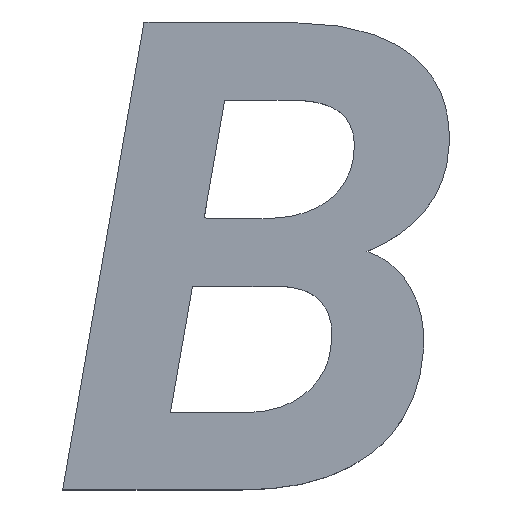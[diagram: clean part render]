
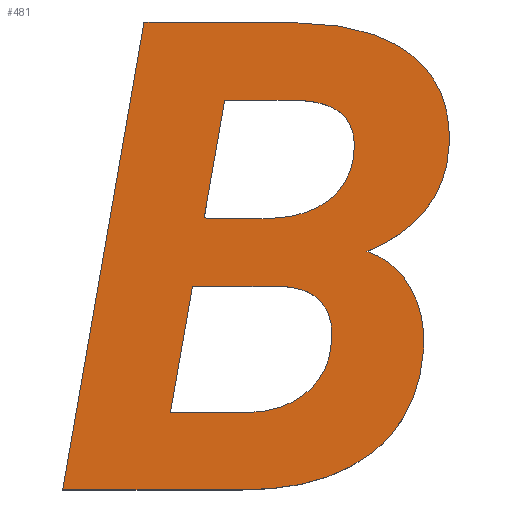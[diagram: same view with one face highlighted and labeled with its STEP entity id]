
A CAD part, top view. The second image highlights one B-rep face of the part: STEP entity #481.
In plain terms, the highlighted planar face has unit normal (0, 0, 1).
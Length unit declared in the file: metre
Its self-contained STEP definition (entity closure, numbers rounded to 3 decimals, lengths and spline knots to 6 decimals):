
#28=CIRCLE('',#500,0.000832);
#29=CIRCLE('',#511,0.00096);
#42=B_SPLINE_CURVE_WITH_KNOTS('',2,(#674,#675,#676),.UNSPECIFIED.,.F.,.F.,
(3,3),(0.,1.),.PIECEWISE_BEZIER_KNOTS.);
#43=B_SPLINE_CURVE_WITH_KNOTS('',2,(#687,#688,#689),.UNSPECIFIED.,.F.,.F.,
(3,3),(0.,1.),.PIECEWISE_BEZIER_KNOTS.);
#44=B_SPLINE_CURVE_WITH_KNOTS('',2,(#700,#701,#702),.UNSPECIFIED.,.F.,.F.,
(3,3),(0.,1.),.PIECEWISE_BEZIER_KNOTS.);
#45=B_SPLINE_CURVE_WITH_KNOTS('',2,(#715,#716,#717),.UNSPECIFIED.,.F.,.F.,
(3,3),(0.,1.),.PIECEWISE_BEZIER_KNOTS.);
#46=B_SPLINE_CURVE_WITH_KNOTS('',2,(#732,#733,#734),.UNSPECIFIED.,.F.,.F.,
(3,3),(0.,1.),.PIECEWISE_BEZIER_KNOTS.);
#47=B_SPLINE_CURVE_WITH_KNOTS('',2,(#745,#746,#747),.UNSPECIFIED.,.F.,.F.,
(3,3),(0.,1.),.PIECEWISE_BEZIER_KNOTS.);
#48=B_SPLINE_CURVE_WITH_KNOTS('',2,(#792,#793,#794),.UNSPECIFIED.,.F.,.F.,
(3,3),(0.,1.),.PIECEWISE_BEZIER_KNOTS.);
#49=B_SPLINE_CURVE_WITH_KNOTS('',2,(#805,#806,#807),.UNSPECIFIED.,.F.,.F.,
(3,3),(0.,1.),.PIECEWISE_BEZIER_KNOTS.);
#50=B_SPLINE_CURVE_WITH_KNOTS('',2,(#818,#819,#820),.UNSPECIFIED.,.F.,.F.,
(3,3),(0.,1.),.PIECEWISE_BEZIER_KNOTS.);
#51=B_SPLINE_CURVE_WITH_KNOTS('',2,(#835,#836,#837),.UNSPECIFIED.,.F.,.F.,
(3,3),(0.,1.),.PIECEWISE_BEZIER_KNOTS.);
#52=B_SPLINE_CURVE_WITH_KNOTS('',2,(#848,#849,#850),.UNSPECIFIED.,.F.,.F.,
(3,3),(0.,1.),.PIECEWISE_BEZIER_KNOTS.);
#53=B_SPLINE_CURVE_WITH_KNOTS('',2,(#852,#853,#854),.UNSPECIFIED.,.F.,.F.,
(3,3),(0.,1.),.PIECEWISE_BEZIER_KNOTS.);
#165=ORIENTED_EDGE('',*,*,#242,.F.);
#166=ORIENTED_EDGE('',*,*,#245,.F.);
#167=ORIENTED_EDGE('',*,*,#260,.F.);
#168=ORIENTED_EDGE('',*,*,#259,.F.);
#169=ORIENTED_EDGE('',*,*,#257,.F.);
#170=ORIENTED_EDGE('',*,*,#255,.F.);
#171=ORIENTED_EDGE('',*,*,#253,.F.);
#172=ORIENTED_EDGE('',*,*,#251,.F.);
#173=ORIENTED_EDGE('',*,*,#249,.F.);
#174=ORIENTED_EDGE('',*,*,#246,.F.);
#175=ORIENTED_EDGE('',*,*,#240,.F.);
#176=ORIENTED_EDGE('',*,*,#239,.F.);
#177=ORIENTED_EDGE('',*,*,#230,.F.);
#178=ORIENTED_EDGE('',*,*,#228,.F.);
#179=ORIENTED_EDGE('',*,*,#226,.F.);
#180=ORIENTED_EDGE('',*,*,#224,.F.);
#181=ORIENTED_EDGE('',*,*,#237,.F.);
#182=ORIENTED_EDGE('',*,*,#235,.F.);
#183=ORIENTED_EDGE('',*,*,#234,.F.);
#184=ORIENTED_EDGE('',*,*,#232,.F.);
#185=ORIENTED_EDGE('',*,*,#221,.F.);
#186=ORIENTED_EDGE('',*,*,#219,.F.);
#187=ORIENTED_EDGE('',*,*,#217,.F.);
#217=EDGE_CURVE('',#285,#284,#42,.T.);
#219=EDGE_CURVE('',#284,#286,#43,.T.);
#221=EDGE_CURVE('',#286,#287,#44,.T.);
#224=EDGE_CURVE('',#289,#288,#45,.T.);
#226=EDGE_CURVE('',#288,#290,#28,.T.);
#228=EDGE_CURVE('',#290,#291,#46,.T.);
#230=EDGE_CURVE('',#291,#292,#47,.T.);
#232=EDGE_CURVE('',#287,#293,#326,.T.);
#234=EDGE_CURVE('',#293,#294,#328,.T.);
#235=EDGE_CURVE('',#294,#285,#329,.T.);
#237=EDGE_CURVE('',#295,#289,#331,.T.);
#239=EDGE_CURVE('',#292,#296,#333,.T.);
#240=EDGE_CURVE('',#296,#295,#334,.T.);
#242=EDGE_CURVE('',#297,#298,#336,.T.);
#245=EDGE_CURVE('',#299,#297,#339,.T.);
#246=EDGE_CURVE('',#298,#300,#340,.T.);
#249=EDGE_CURVE('',#300,#301,#48,.T.);
#251=EDGE_CURVE('',#301,#302,#49,.T.);
#253=EDGE_CURVE('',#302,#303,#50,.T.);
#255=EDGE_CURVE('',#303,#304,#29,.F.);
#257=EDGE_CURVE('',#304,#305,#51,.T.);
#259=EDGE_CURVE('',#305,#306,#52,.T.);
#260=EDGE_CURVE('',#306,#299,#53,.T.);
#284=VERTEX_POINT('',#671);
#285=VERTEX_POINT('',#673);
#286=VERTEX_POINT('',#686);
#287=VERTEX_POINT('',#699);
#288=VERTEX_POINT('',#712);
#289=VERTEX_POINT('',#714);
#290=VERTEX_POINT('',#720);
#291=VERTEX_POINT('',#731);
#292=VERTEX_POINT('',#744);
#293=VERTEX_POINT('',#750);
#294=VERTEX_POINT('',#754);
#295=VERTEX_POINT('',#760);
#296=VERTEX_POINT('',#764);
#297=VERTEX_POINT('',#770);
#298=VERTEX_POINT('',#772);
#299=VERTEX_POINT('',#776);
#300=VERTEX_POINT('',#780);
#301=VERTEX_POINT('',#791);
#302=VERTEX_POINT('',#804);
#303=VERTEX_POINT('',#817);
#304=VERTEX_POINT('',#823);
#305=VERTEX_POINT('',#834);
#306=VERTEX_POINT('',#847);
#326=LINE('',#751,#367);
#328=LINE('',#755,#369);
#329=LINE('',#757,#370);
#331=LINE('',#761,#372);
#333=LINE('',#765,#374);
#334=LINE('',#767,#375);
#336=LINE('',#771,#377);
#339=LINE('',#777,#380);
#340=LINE('',#779,#381);
#367=VECTOR('',#546,1.);
#369=VECTOR('',#550,1.);
#370=VECTOR('',#553,1.);
#372=VECTOR('',#557,1.);
#374=VECTOR('',#561,1.);
#375=VECTOR('',#564,1.);
#377=VECTOR('',#568,1.);
#380=VECTOR('',#573,1.);
#381=VECTOR('',#576,1.);
#414=EDGE_LOOP('',(#165,#166,#167,#168,#169,#170,#171,#172,#173,#174));
#415=EDGE_LOOP('',(#175,#176,#177,#178,#179,#180,#181));
#416=EDGE_LOOP('',(#182,#183,#184,#185,#186,#187));
#443=FACE_BOUND('',#414,.T.);
#444=FACE_BOUND('',#415,.T.);
#445=FACE_BOUND('',#416,.T.);
#457=PLANE('',#512);
#481=ADVANCED_FACE('',(#443,#444,#445),#457,.T.);
#500=AXIS2_PLACEMENT_3D('',#721,#539,#540);
#511=AXIS2_PLACEMENT_3D('',#824,#584,#585);
#512=AXIS2_PLACEMENT_3D('',#851,#588,#589);
#539=DIRECTION('',(0.,0.,1.));
#540=DIRECTION('',(1.,0.,0.));
#546=DIRECTION('',(-1.,0.004,0.));
#550=DIRECTION('',(-0.172,-0.985,0.));
#553=DIRECTION('',(1.,-0.01,0.));
#557=DIRECTION('',(1.,-0.004,0.));
#561=DIRECTION('',(-1.,0.003,0.));
#564=DIRECTION('',(-0.172,-0.985,0.));
#568=DIRECTION('',(0.171,0.985,0.));
#573=DIRECTION('',(-1.,0.,0.));
#576=DIRECTION('',(1.,-0.002,0.));
#584=DIRECTION('',(0.,0.,1.));
#585=DIRECTION('',(1.,0.,0.));
#588=DIRECTION('',(0.,0.,1.));
#589=DIRECTION('',(1.,0.,0.));
#671=CARTESIAN_POINT('',(0.166831,-0.063054,0.0012));
#673=CARTESIAN_POINT('',(0.166119,-0.063258,0.0012));
#674=CARTESIAN_POINT('',(0.166119,-0.063258,0.0012));
#675=CARTESIAN_POINT('',(0.166554,-0.06325,0.0012));
#676=CARTESIAN_POINT('',(0.166831,-0.063054,0.0012));
#686=CARTESIAN_POINT('',(0.167164,-0.062509,0.0012));
#687=CARTESIAN_POINT('',(0.166831,-0.063054,0.0012));
#688=CARTESIAN_POINT('',(0.167108,-0.062858,0.0012));
#689=CARTESIAN_POINT('',(0.167164,-0.062509,0.0012));
#699=CARTESIAN_POINT('',(0.166437,-0.061812,0.0012));
#700=CARTESIAN_POINT('',(0.167164,-0.062509,0.0012));
#701=CARTESIAN_POINT('',(0.167262,-0.061817,0.0012));
#702=CARTESIAN_POINT('',(0.166437,-0.061812,0.0012));
#712=CARTESIAN_POINT('',(0.166543,-0.06542,0.0012));
#714=CARTESIAN_POINT('',(0.165831,-0.06563,0.0012));
#715=CARTESIAN_POINT('',(0.165831,-0.06563,0.0012));
#716=CARTESIAN_POINT('',(0.166256,-0.06563,0.0012));
#717=CARTESIAN_POINT('',(0.166543,-0.06542,0.0012));
#720=CARTESIAN_POINT('',(0.166885,-0.064852,0.0012));
#721=CARTESIAN_POINT('',(0.166059,-0.064743,0.0012));
#731=CARTESIAN_POINT('',(0.166788,-0.064301,0.0012));
#732=CARTESIAN_POINT('',(0.166885,-0.064852,0.0012));
#733=CARTESIAN_POINT('',(0.16694,-0.064499,0.0012));
#734=CARTESIAN_POINT('',(0.166788,-0.064301,0.0012));
#744=CARTESIAN_POINT('',(0.16628,-0.064087,0.0012));
#745=CARTESIAN_POINT('',(0.166788,-0.064301,0.0012));
#746=CARTESIAN_POINT('',(0.166637,-0.064102,0.0012));
#747=CARTESIAN_POINT('',(0.16628,-0.064087,0.0012));
#750=CARTESIAN_POINT('',(0.165589,-0.061809,0.0012));
#751=CARTESIAN_POINT('',(0.166013,-0.061811,0.0012));
#754=CARTESIAN_POINT('',(0.165338,-0.06325,0.0012));
#755=CARTESIAN_POINT('',(0.165463,-0.062529,0.0012));
#757=CARTESIAN_POINT('',(0.165728,-0.063254,0.0012));
#760=CARTESIAN_POINT('',(0.164925,-0.065626,0.0012));
#761=CARTESIAN_POINT('',(0.165378,-0.065628,0.0012));
#764=CARTESIAN_POINT('',(0.165196,-0.064083,0.0012));
#765=CARTESIAN_POINT('',(0.165738,-0.064085,0.0012));
#767=CARTESIAN_POINT('',(0.165061,-0.064855,0.0012));
#770=CARTESIAN_POINT('',(0.16361,-0.066573,0.0012));
#771=CARTESIAN_POINT('',(0.164106,-0.063714,0.0012));
#772=CARTESIAN_POINT('',(0.164603,-0.060855,0.0012));
#776=CARTESIAN_POINT('',(0.165805,-0.066573,0.0012));
#777=CARTESIAN_POINT('',(0.164707,-0.066573,0.0012));
#779=CARTESIAN_POINT('',(0.165494,-0.060857,0.0012));
#780=CARTESIAN_POINT('',(0.166386,-0.060859,0.0012));
#791=CARTESIAN_POINT('',(0.167878,-0.061263,0.0012));
#792=CARTESIAN_POINT('',(0.166386,-0.060859,0.0012));
#793=CARTESIAN_POINT('',(0.16738,-0.060862,0.0012));
#794=CARTESIAN_POINT('',(0.167878,-0.061263,0.0012));
#804=CARTESIAN_POINT('',(0.16833,-0.062391,0.0012));
#805=CARTESIAN_POINT('',(0.167878,-0.061263,0.0012));
#806=CARTESIAN_POINT('',(0.168376,-0.061664,0.0012));
#807=CARTESIAN_POINT('',(0.16833,-0.062391,0.0012));
#817=CARTESIAN_POINT('',(0.167328,-0.063658,0.0012));
#818=CARTESIAN_POINT('',(0.16833,-0.062391,0.0012));
#819=CARTESIAN_POINT('',(0.168274,-0.063258,0.0012));
#820=CARTESIAN_POINT('',(0.167328,-0.063658,0.0012));
#823=CARTESIAN_POINT('',(0.167858,-0.064101,0.0012));
#824=CARTESIAN_POINT('',(0.167019,-0.064567,0.0012));
#834=CARTESIAN_POINT('',(0.168019,-0.064865,0.0012));
#835=CARTESIAN_POINT('',(0.167858,-0.064101,0.0012));
#836=CARTESIAN_POINT('',(0.168047,-0.064425,0.0012));
#837=CARTESIAN_POINT('',(0.168019,-0.064865,0.0012));
#847=CARTESIAN_POINT('',(0.167385,-0.066123,0.0012));
#848=CARTESIAN_POINT('',(0.168019,-0.064865,0.0012));
#849=CARTESIAN_POINT('',(0.167964,-0.065673,0.0012));
#850=CARTESIAN_POINT('',(0.167385,-0.066123,0.0012));
#851=CARTESIAN_POINT('',(0.07858,-0.042385,0.0012));
#852=CARTESIAN_POINT('',(0.167385,-0.066123,0.0012));
#853=CARTESIAN_POINT('',(0.166805,-0.066573,0.0012));
#854=CARTESIAN_POINT('',(0.165805,-0.066573,0.0012));
